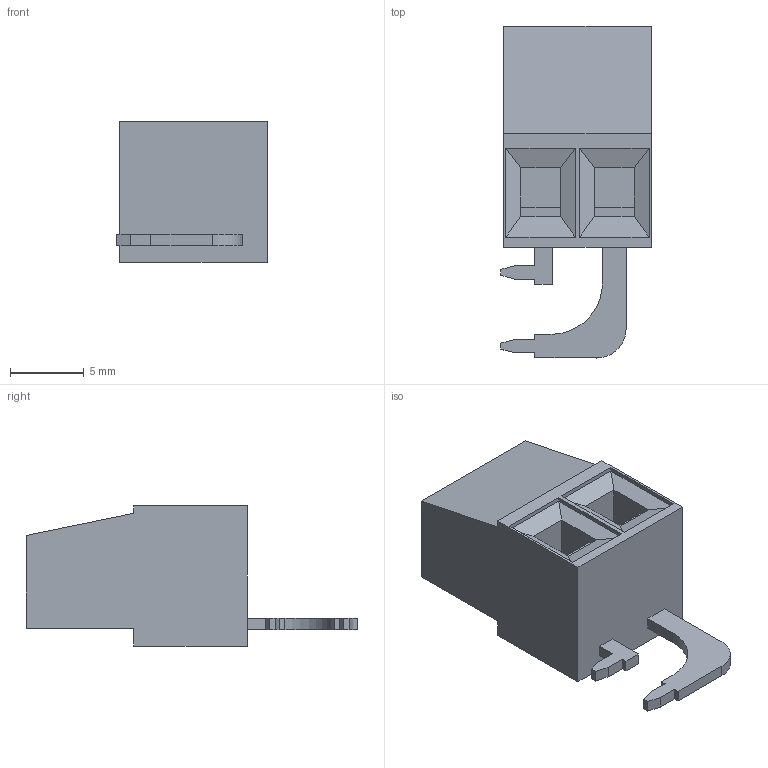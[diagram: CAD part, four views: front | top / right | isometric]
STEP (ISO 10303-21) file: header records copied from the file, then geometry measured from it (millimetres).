
FILE_DESCRIPTION(('STEP AP214'),'1');
FILE_NAME('ML252-5-S-LC.stp','2018-10-31T09:03:34',(' '),(' '),'Spatial InterOp 3D',' ',' ');
FILE_SCHEMA(('automotive_design'));
Length unit declared in the file: metre
Products named in the file (1): 1
Bounding box: 10.2 x 22.5 x 9.5 mm (x, y, z)
Volume: 1107.9 mm3; surface area: 1013 mm2
Topology: 1 solids, 1 shells, 94 faces, 246 edges, 160 vertices
Faces by surface type: plane 90, cylinder 4
Full cylindrical faces by diameter (mm): 3.8 x2
Entity records: 3569 total; most frequent: CARTESIAN_POINT 495, ORIENTED_EDGE 484, DIRECTION 446, EDGE_CURVE 242, LINE 228, VECTOR 228, VERTEX_POINT 158, AXIS2_PLACEMENT_3D 109
